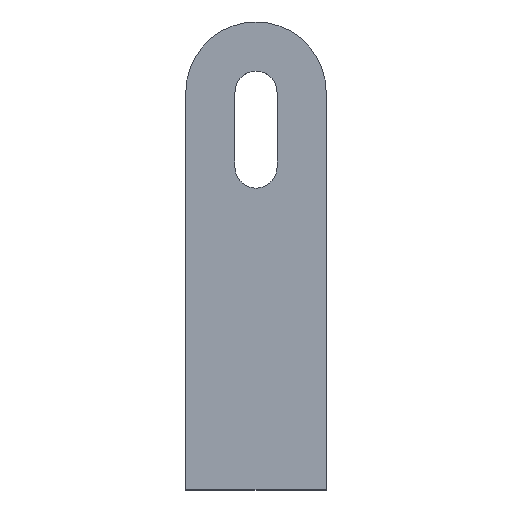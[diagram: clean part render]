
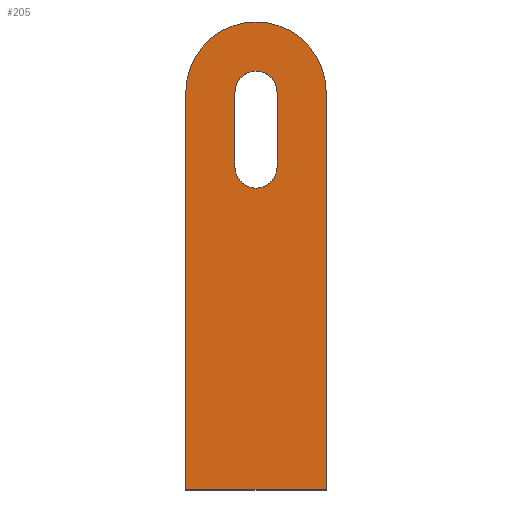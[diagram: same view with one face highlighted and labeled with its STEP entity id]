
A CAD part, top view. The second image highlights one B-rep face of the part: STEP entity #205.
In plain terms, the highlighted planar face has unit normal (0, 0, 1).
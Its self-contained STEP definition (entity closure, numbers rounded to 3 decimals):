
#46=DIRECTION('',(1.,0.,0.));
#47=VECTOR('',#46,30.);
#48=CARTESIAN_POINT('',(-15.,0.,0.));
#49=LINE('',#48,#47);
#50=DIRECTION('',(0.,-1.,0.));
#51=VECTOR('',#50,85.);
#52=CARTESIAN_POINT('',(-15.,85.,0.));
#53=LINE('',#52,#51);
#54=CARTESIAN_POINT('',(0.,85.,0.));
#55=DIRECTION('',(0.,0.,1.));
#56=DIRECTION('',(1.,0.,0.));
#57=AXIS2_PLACEMENT_3D('',#54,#55,#56);
#59=DIRECTION('',(0.,1.,0.));
#60=VECTOR('',#59,85.);
#61=CARTESIAN_POINT('',(15.,0.,0.));
#62=LINE('',#61,#60);
#63=CARTESIAN_POINT('',(0.,69.,0.));
#64=DIRECTION('',(0.,0.,-1.));
#65=DIRECTION('',(1.,0.,0.));
#66=AXIS2_PLACEMENT_3D('',#63,#64,#65);
#68=DIRECTION('',(0.,-1.,0.));
#69=VECTOR('',#68,16.);
#70=CARTESIAN_POINT('',(4.5,85.,0.));
#71=LINE('',#70,#69);
#72=CARTESIAN_POINT('',(0.,85.,0.));
#73=DIRECTION('',(0.,0.,-1.));
#74=DIRECTION('',(-1.,0.,0.));
#75=AXIS2_PLACEMENT_3D('',#72,#73,#74);
#77=DIRECTION('',(0.,1.,0.));
#78=VECTOR('',#77,16.);
#79=CARTESIAN_POINT('',(-4.5,69.,0.));
#80=LINE('',#79,#78);
#148=CARTESIAN_POINT('',(-15.,0.,0.));
#149=CARTESIAN_POINT('',(15.,0.,0.));
#150=VERTEX_POINT('',#148);
#151=VERTEX_POINT('',#149);
#152=CARTESIAN_POINT('',(15.,85.,0.));
#153=VERTEX_POINT('',#152);
#154=CARTESIAN_POINT('',(-15.,85.,0.));
#155=VERTEX_POINT('',#154);
#156=CARTESIAN_POINT('',(-4.5,69.,0.));
#157=CARTESIAN_POINT('',(-4.5,85.,0.));
#158=VERTEX_POINT('',#156);
#159=VERTEX_POINT('',#157);
#160=CARTESIAN_POINT('',(4.5,85.,0.));
#161=VERTEX_POINT('',#160);
#162=CARTESIAN_POINT('',(4.5,69.,0.));
#163=VERTEX_POINT('',#162);
#180=CARTESIAN_POINT('',(0.,0.,0.));
#181=DIRECTION('',(0.,0.,1.));
#182=DIRECTION('',(1.,0.,0.));
#183=AXIS2_PLACEMENT_3D('',#180,#181,#182);
#184=PLANE('',#183);
#186=ORIENTED_EDGE('',*,*,#185,.F.);
#188=ORIENTED_EDGE('',*,*,#187,.F.);
#190=ORIENTED_EDGE('',*,*,#189,.F.);
#192=ORIENTED_EDGE('',*,*,#191,.F.);
#193=EDGE_LOOP('',(#186,#188,#190,#192));
#194=FACE_OUTER_BOUND('',#193,.F.);
#196=ORIENTED_EDGE('',*,*,#195,.F.);
#198=ORIENTED_EDGE('',*,*,#197,.F.);
#200=ORIENTED_EDGE('',*,*,#199,.F.);
#202=ORIENTED_EDGE('',*,*,#201,.F.);
#203=EDGE_LOOP('',(#196,#198,#200,#202));
#204=FACE_BOUND('',#203,.F.);
#58=CIRCLE('',#57,15.);
#67=CIRCLE('',#66,4.5);
#76=CIRCLE('',#75,4.5);
#185=EDGE_CURVE('',#150,#151,#49,.T.);
#187=EDGE_CURVE('',#155,#150,#53,.T.);
#189=EDGE_CURVE('',#153,#155,#58,.T.);
#191=EDGE_CURVE('',#151,#153,#62,.T.);
#195=EDGE_CURVE('',#163,#158,#67,.T.);
#197=EDGE_CURVE('',#161,#163,#71,.T.);
#199=EDGE_CURVE('',#159,#161,#76,.T.);
#201=EDGE_CURVE('',#158,#159,#80,.T.);
#205=ADVANCED_FACE('',(#194,#204),#184,.T.);
